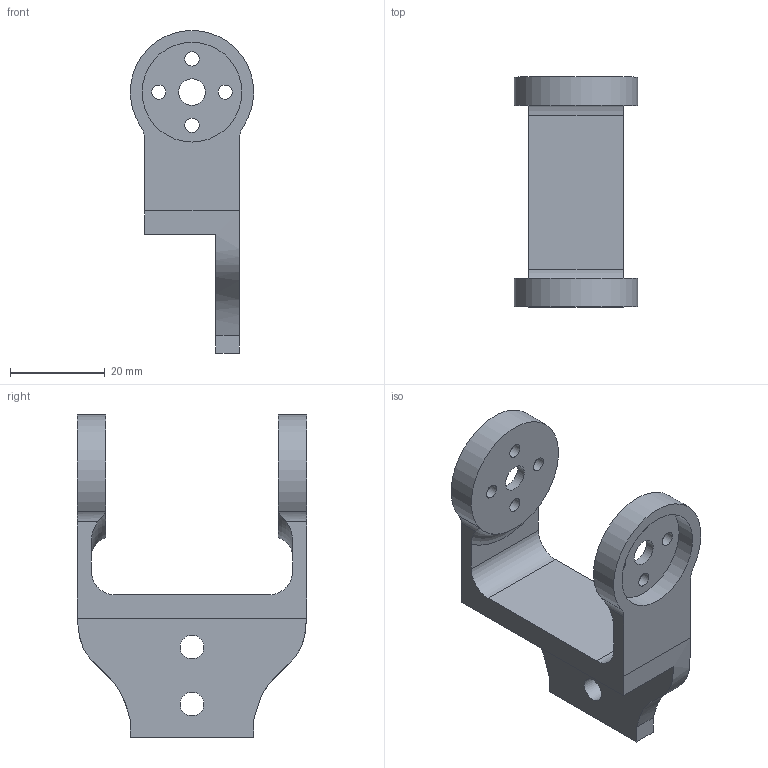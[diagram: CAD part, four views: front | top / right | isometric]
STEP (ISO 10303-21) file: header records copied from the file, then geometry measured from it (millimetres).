
FILE_DESCRIPTION(/* description */ (''),/* implementation_level */ '2;1');
FILE_NAME(/* name */ 'joint_part3.step',/* time_stamp */ '2025-07-12T21:16:06+08:00',/* author */ (''),/* organization */ (''),/* preprocessor_version */ 'ST-DEVELOPER v20.1',/* originating_system */ 'Autodesk Translation Framework v14.10.0.0',/* authorisation */ '');
FILE_SCHEMA (('AUTOMOTIVE_DESIGN { 1 0 10303 214 3 1 1 }'));
Length unit declared in the file: millimetre
Products named in the file (1): joint_part3
Bounding box: 25.91 x 48.4 x 67.95 mm (x, y, z)
Volume: 14518.1 mm3; surface area: 9216.1 mm2
Topology: 1 solids, 1 shells, 42 faces, 110 edges, 72 vertices
Faces by surface type: cylinder 22, plane 16, torus 2, bspline 2
Full cylindrical faces by diameter (mm): 3 x8, 5 x2, 5.6 x2, 21 x2
Entity records: 1610 total; most frequent: CARTESIAN_POINT 485, ORIENTED_EDGE 220, DIRECTION 220, EDGE_CURVE 110, AXIS2_PLACEMENT_3D 85, VERTEX_POINT 72, EDGE_LOOP 68, LINE 50
